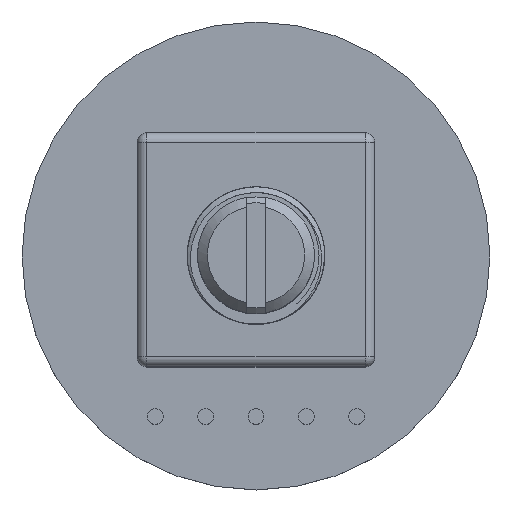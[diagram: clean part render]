
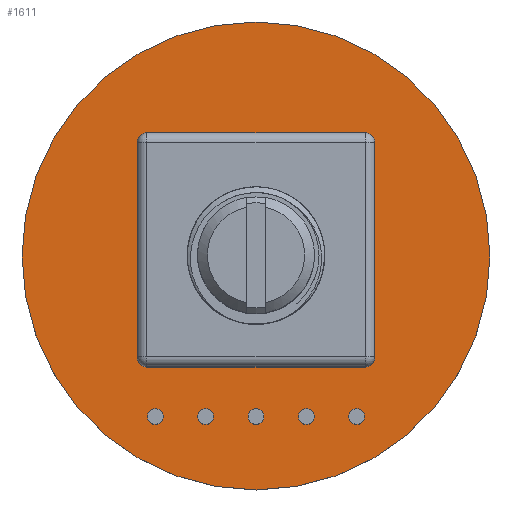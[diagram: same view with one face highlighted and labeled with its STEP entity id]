
A CAD part, top view. The second image highlights one B-rep face of the part: STEP entity #1611.
In plain terms, the highlighted planar face has unit normal (0, 0, 1).
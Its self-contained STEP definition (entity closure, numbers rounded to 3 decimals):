
#47=FACE_BOUND('',#304,.T.);
#48=FACE_BOUND('',#305,.T.);
#49=FACE_BOUND('',#306,.T.);
#50=FACE_BOUND('',#307,.T.);
#51=FACE_BOUND('',#308,.T.);
#52=FACE_BOUND('',#309,.T.);
#77=PLANE('',#1777);
#194=FACE_OUTER_BOUND('',#303,.T.);
#303=EDGE_LOOP('',(#1422));
#304=EDGE_LOOP('',(#1423,#1424,#1425,#1426,#1427,#1428,#1429,#1430));
#305=EDGE_LOOP('',(#1431));
#306=EDGE_LOOP('',(#1432));
#307=EDGE_LOOP('',(#1433));
#308=EDGE_LOOP('',(#1434));
#309=EDGE_LOOP('',(#1435));
#344=CIRCLE('',#1707,0.5);
#348=CIRCLE('',#1713,0.5);
#352=CIRCLE('',#1719,0.5);
#356=CIRCLE('',#1726,0.5);
#370=CIRCLE('',#1765,0.4);
#371=CIRCLE('',#1767,0.4);
#372=CIRCLE('',#1769,0.4);
#373=CIRCLE('',#1771,0.4);
#374=CIRCLE('',#1773,0.4);
#376=CIRCLE('',#1776,11.8);
#523=LINE('',#3391,#619);
#524=LINE('',#3393,#620);
#534=LINE('',#4664,#630);
#535=LINE('',#4666,#631);
#619=VECTOR('',#2046,10.);
#620=VECTOR('',#2049,10.);
#630=VECTOR('',#2121,10.);
#631=VECTOR('',#2124,10.);
#740=VERTEX_POINT('',#3334);
#741=VERTEX_POINT('',#3335);
#745=VERTEX_POINT('',#3347);
#746=VERTEX_POINT('',#3348);
#750=VERTEX_POINT('',#3360);
#751=VERTEX_POINT('',#3361);
#755=VERTEX_POINT('',#3376);
#756=VERTEX_POINT('',#3377);
#774=VERTEX_POINT('',#4668);
#775=VERTEX_POINT('',#4672);
#776=VERTEX_POINT('',#4676);
#777=VERTEX_POINT('',#4680);
#778=VERTEX_POINT('',#4684);
#780=VERTEX_POINT('',#4690);
#924=EDGE_CURVE('',#740,#741,#344,.F.);
#930=EDGE_CURVE('',#745,#746,#348,.F.);
#936=EDGE_CURVE('',#750,#751,#352,.F.);
#944=EDGE_CURVE('',#755,#756,#356,.F.);
#953=EDGE_CURVE('',#740,#751,#523,.T.);
#954=EDGE_CURVE('',#750,#756,#524,.T.);
#989=EDGE_CURVE('',#745,#741,#534,.T.);
#990=EDGE_CURVE('',#755,#746,#535,.T.);
#992=EDGE_CURVE('',#774,#774,#370,.T.);
#994=EDGE_CURVE('',#775,#775,#371,.T.);
#996=EDGE_CURVE('',#776,#776,#372,.T.);
#998=EDGE_CURVE('',#777,#777,#373,.T.);
#1000=EDGE_CURVE('',#778,#778,#374,.T.);
#1003=EDGE_CURVE('',#780,#780,#376,.T.);
#1422=ORIENTED_EDGE('',*,*,#1003,.T.);
#1423=ORIENTED_EDGE('',*,*,#989,.T.);
#1424=ORIENTED_EDGE('',*,*,#924,.F.);
#1425=ORIENTED_EDGE('',*,*,#953,.T.);
#1426=ORIENTED_EDGE('',*,*,#936,.F.);
#1427=ORIENTED_EDGE('',*,*,#954,.T.);
#1428=ORIENTED_EDGE('',*,*,#944,.F.);
#1429=ORIENTED_EDGE('',*,*,#990,.T.);
#1430=ORIENTED_EDGE('',*,*,#930,.F.);
#1431=ORIENTED_EDGE('',*,*,#1000,.T.);
#1432=ORIENTED_EDGE('',*,*,#998,.T.);
#1433=ORIENTED_EDGE('',*,*,#996,.T.);
#1434=ORIENTED_EDGE('',*,*,#994,.T.);
#1435=ORIENTED_EDGE('',*,*,#992,.T.);
#1611=ADVANCED_FACE('',(#194,#47,#48,#49,#50,#51,#52),#77,.T.);
#1707=AXIS2_PLACEMENT_3D('',#3336,#1982,#1983);
#1713=AXIS2_PLACEMENT_3D('',#3349,#1996,#1997);
#1719=AXIS2_PLACEMENT_3D('',#3362,#2010,#2011);
#1726=AXIS2_PLACEMENT_3D('',#3378,#2028,#2029);
#1765=AXIS2_PLACEMENT_3D('',#4670,#2128,#2129);
#1767=AXIS2_PLACEMENT_3D('',#4674,#2133,#2134);
#1769=AXIS2_PLACEMENT_3D('',#4678,#2138,#2139);
#1771=AXIS2_PLACEMENT_3D('',#4682,#2143,#2144);
#1773=AXIS2_PLACEMENT_3D('',#4686,#2148,#2149);
#1776=AXIS2_PLACEMENT_3D('',#4692,#2155,#2156);
#1777=AXIS2_PLACEMENT_3D('',#4693,#2157,#2158);
#1982=DIRECTION('center_axis',(0.,0.,-1.));
#1983=DIRECTION('ref_axis',(-0.707,0.707,0.));
#1996=DIRECTION('center_axis',(0.,0.,-1.));
#1997=DIRECTION('ref_axis',(-0.707,-0.707,0.));
#2010=DIRECTION('center_axis',(0.,0.,-1.));
#2011=DIRECTION('ref_axis',(0.707,0.707,0.));
#2028=DIRECTION('center_axis',(0.,0.,-1.));
#2029=DIRECTION('ref_axis',(0.707,-0.707,0.));
#2046=DIRECTION('',(1.,0.,0.));
#2049=DIRECTION('',(0.,-1.,0.));
#2121=DIRECTION('',(0.,1.,0.));
#2124=DIRECTION('',(-1.,0.,0.));
#2128=DIRECTION('center_axis',(0.,0.,-1.));
#2129=DIRECTION('ref_axis',(1.,0.,0.));
#2133=DIRECTION('center_axis',(0.,0.,-1.));
#2134=DIRECTION('ref_axis',(1.,0.,0.));
#2138=DIRECTION('center_axis',(0.,0.,-1.));
#2139=DIRECTION('ref_axis',(1.,0.,0.));
#2143=DIRECTION('center_axis',(0.,0.,-1.));
#2144=DIRECTION('ref_axis',(1.,0.,0.));
#2148=DIRECTION('center_axis',(0.,0.,-1.));
#2149=DIRECTION('ref_axis',(1.,0.,0.));
#2155=DIRECTION('center_axis',(0.,0.,1.));
#2156=DIRECTION('ref_axis',(1.,0.,0.));
#2157=DIRECTION('center_axis',(0.,0.,1.));
#2158=DIRECTION('ref_axis',(1.,0.,0.));
#3334=CARTESIAN_POINT('',(-5.5,6.2,0.));
#3335=CARTESIAN_POINT('',(-6.,5.7,0.));
#3336=CARTESIAN_POINT('Origin',(-5.5,5.7,0.));
#3347=CARTESIAN_POINT('',(-6.,-5.1,0.));
#3348=CARTESIAN_POINT('',(-5.5,-5.6,0.));
#3349=CARTESIAN_POINT('Origin',(-5.5,-5.1,0.));
#3360=CARTESIAN_POINT('',(6.,5.7,0.));
#3361=CARTESIAN_POINT('',(5.5,6.2,0.));
#3362=CARTESIAN_POINT('Origin',(5.5,5.7,0.));
#3376=CARTESIAN_POINT('',(5.5,-5.6,0.));
#3377=CARTESIAN_POINT('',(6.,-5.1,0.));
#3378=CARTESIAN_POINT('Origin',(5.5,-5.1,0.));
#3391=CARTESIAN_POINT('',(3.,6.2,0.));
#3393=CARTESIAN_POINT('',(6.,-2.8,0.));
#4664=CARTESIAN_POINT('',(-6.,3.1,0.));
#4666=CARTESIAN_POINT('',(-3.,-5.6,0.));
#4668=CARTESIAN_POINT('',(4.68,-8.1,0.));
#4670=CARTESIAN_POINT('Origin',(5.08,-8.1,0.));
#4672=CARTESIAN_POINT('',(2.14,-8.1,0.));
#4674=CARTESIAN_POINT('Origin',(2.54,-8.1,0.));
#4676=CARTESIAN_POINT('',(-5.48,-8.1,0.));
#4678=CARTESIAN_POINT('Origin',(-5.08,-8.1,0.));
#4680=CARTESIAN_POINT('',(-0.4,-8.1,0.));
#4682=CARTESIAN_POINT('Origin',(0.,-8.1,0.));
#4684=CARTESIAN_POINT('',(-2.94,-8.1,0.));
#4686=CARTESIAN_POINT('Origin',(-2.54,-8.1,0.));
#4690=CARTESIAN_POINT('',(-11.8,0.,0.));
#4692=CARTESIAN_POINT('Origin',(0.,0.,0.));
#4693=CARTESIAN_POINT('Origin',(0.,0.,0.));
